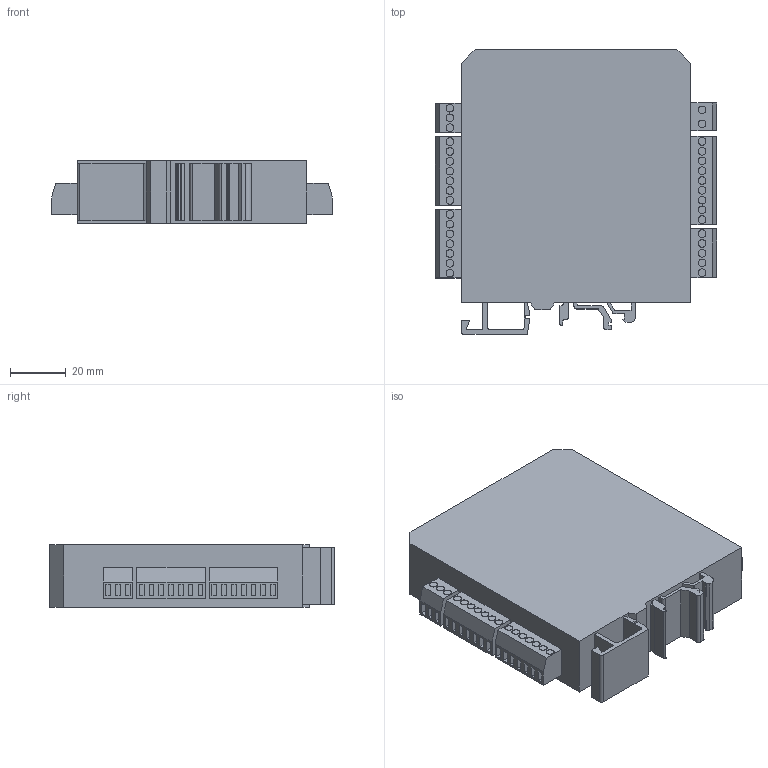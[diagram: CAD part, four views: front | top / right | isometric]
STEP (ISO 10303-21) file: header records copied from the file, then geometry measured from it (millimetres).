
FILE_DESCRIPTION((''),'2;1');
FILE_NAME('CAD-8773_SW0001','2023-08-02T13:23:13',('creinig-se'),(''),'CREO PARAMETRIC BY PTC INC, 2022284','CREO PARAMETRIC BY PTC INC, 2022284','');
FILE_SCHEMA(('CONFIG_CONTROL_DESIGN','SHAPE_APPEARANCE_LAYERS_GROUPS'));
Length unit declared in the file: millimetre
Products named in the file (1): CAD-8773_SW0001
Bounding box: 100.55 x 101.9 x 22.3 mm (x, y, z)
Volume: 178448.7 mm3; surface area: 33984.7 mm2
Topology: 1 solids, 1 shells, 705 faces, 1831 edges, 1208 vertices
Faces by surface type: plane 507, cylinder 182, cone 8, bspline 6, sphere 2
Entity records: 28251 total; most frequent: CARTESIAN_POINT 4337, ORIENTED_EDGE 3658, DIRECTION 3525, EDGE_CURVE 1829, VECTOR 1439, LINE 1439, VERTEX_POINT 1208, AXIS2_PLACEMENT_3D 1043
